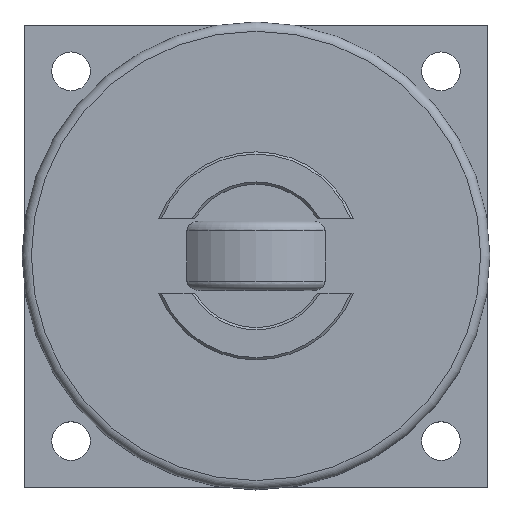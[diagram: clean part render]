
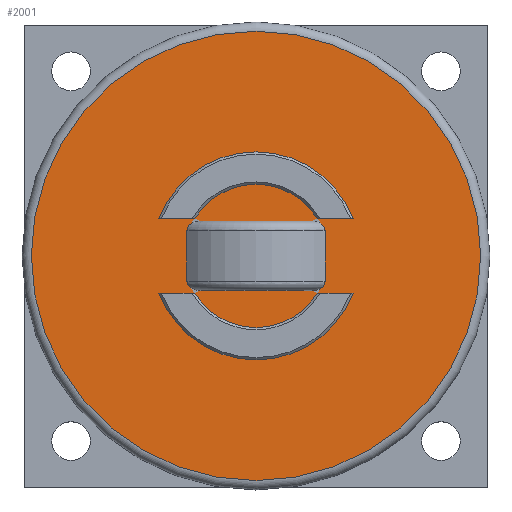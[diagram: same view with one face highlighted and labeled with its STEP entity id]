
A CAD part, top view. The second image highlights one B-rep face of the part: STEP entity #2001.
In plain terms, the highlighted planar face has unit normal (0, 0, 1).
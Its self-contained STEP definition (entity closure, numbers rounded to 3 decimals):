
#17=B_SPLINE_CURVE_WITH_KNOTS('',3,(#3207,#3208,#3209,#3210,#3211,#3212,
#3213,#3214,#3215,#3216),.UNSPECIFIED.,.F.,.F.,(4,2,2,2,4),(-0.36,
-0.24,-0.144,-0.067,0.),
 .UNSPECIFIED.);
#18=B_SPLINE_CURVE_WITH_KNOTS('',3,(#3220,#3221,#3222,#3223,#3224,#3225,
#3226,#3227,#3228,#3229),.UNSPECIFIED.,.F.,.F.,(4,2,2,2,4),(0.,0.067,
0.144,0.24,0.36),.UNSPECIFIED.);
#19=B_SPLINE_CURVE_WITH_KNOTS('',3,(#3233,#3234,#3235,#3236,#3237,#3238,
#3239,#3240,#3241,#3242),.UNSPECIFIED.,.F.,.F.,(4,2,2,2,4),(-0.36,
-0.24,-0.144,-0.067,0.),
 .UNSPECIFIED.);
#20=B_SPLINE_CURVE_WITH_KNOTS('',3,(#3245,#3246,#3247,#3248,#3249,#3250,
#3251,#3252,#3253,#3254),.UNSPECIFIED.,.F.,.F.,(4,2,2,2,4),(0.,0.067,
0.144,0.24,0.36),.UNSPECIFIED.);
#102=FACE_BOUND('',#337,.T.);
#103=FACE_BOUND('',#338,.T.);
#104=FACE_BOUND('',#339,.T.);
#144=PLANE('',#2184);
#217=FACE_OUTER_BOUND('',#336,.T.);
#336=EDGE_LOOP('',(#1557,#1558));
#337=EDGE_LOOP('',(#1559,#1560,#1561,#1562,#1563,#1564,#1565,#1566));
#338=EDGE_LOOP('',(#1567,#1568,#1569,#1570));
#339=EDGE_LOOP('',(#1571,#1572,#1573,#1574));
#468=LINE('',#3146,#606);
#475=LINE('',#3163,#613);
#476=LINE('',#3165,#614);
#479=LINE('',#3171,#617);
#482=LINE('',#3205,#620);
#483=LINE('',#3218,#621);
#484=LINE('',#3231,#622);
#485=LINE('',#3244,#623);
#606=VECTOR('',#2503,10.);
#613=VECTOR('',#2522,10.);
#614=VECTOR('',#2525,10.);
#617=VECTOR('',#2532,10.);
#620=VECTOR('',#2573,10.);
#621=VECTOR('',#2574,10.);
#622=VECTOR('',#2575,10.);
#623=VECTOR('',#2576,10.);
#741=CIRCLE('',#2151,22.5);
#742=CIRCLE('',#2154,22.5);
#743=CIRCLE('',#2158,15.5);
#744=CIRCLE('',#2160,15.5);
#756=CIRCLE('',#2181,48.6);
#758=CIRCLE('',#2183,48.6);
#895=VERTEX_POINT('',#3125);
#896=VERTEX_POINT('',#3126);
#898=VERTEX_POINT('',#3135);
#899=VERTEX_POINT('',#3136);
#901=VERTEX_POINT('',#3145);
#902=VERTEX_POINT('',#3149);
#903=VERTEX_POINT('',#3150);
#904=VERTEX_POINT('',#3155);
#915=VERTEX_POINT('',#3197);
#916=VERTEX_POINT('',#3198);
#917=VERTEX_POINT('',#3203);
#918=VERTEX_POINT('',#3204);
#919=VERTEX_POINT('',#3206);
#920=VERTEX_POINT('',#3217);
#921=VERTEX_POINT('',#3219);
#922=VERTEX_POINT('',#3230);
#923=VERTEX_POINT('',#3232);
#924=VERTEX_POINT('',#3243);
#1120=EDGE_CURVE('',#895,#896,#741,.T.);
#1125=EDGE_CURVE('',#898,#899,#742,.T.);
#1130=EDGE_CURVE('',#901,#895,#468,.T.);
#1132=EDGE_CURVE('',#902,#903,#743,.T.);
#1135=EDGE_CURVE('',#904,#901,#744,.T.);
#1139=EDGE_CURVE('',#896,#904,#475,.T.);
#1140=EDGE_CURVE('',#903,#898,#476,.T.);
#1143=EDGE_CURVE('',#899,#902,#479,.T.);
#1157=EDGE_CURVE('',#915,#916,#756,.T.);
#1159=EDGE_CURVE('',#916,#915,#758,.T.);
#1160=EDGE_CURVE('',#917,#918,#482,.T.);
#1161=EDGE_CURVE('',#918,#919,#17,.T.);
#1162=EDGE_CURVE('',#919,#920,#483,.T.);
#1163=EDGE_CURVE('',#920,#921,#18,.T.);
#1164=EDGE_CURVE('',#921,#922,#484,.T.);
#1165=EDGE_CURVE('',#922,#923,#19,.T.);
#1166=EDGE_CURVE('',#923,#924,#485,.T.);
#1167=EDGE_CURVE('',#924,#917,#20,.T.);
#1557=ORIENTED_EDGE('',*,*,#1157,.F.);
#1558=ORIENTED_EDGE('',*,*,#1159,.F.);
#1559=ORIENTED_EDGE('',*,*,#1160,.T.);
#1560=ORIENTED_EDGE('',*,*,#1161,.T.);
#1561=ORIENTED_EDGE('',*,*,#1162,.T.);
#1562=ORIENTED_EDGE('',*,*,#1163,.T.);
#1563=ORIENTED_EDGE('',*,*,#1164,.T.);
#1564=ORIENTED_EDGE('',*,*,#1165,.T.);
#1565=ORIENTED_EDGE('',*,*,#1166,.T.);
#1566=ORIENTED_EDGE('',*,*,#1167,.T.);
#1567=ORIENTED_EDGE('',*,*,#1140,.F.);
#1568=ORIENTED_EDGE('',*,*,#1132,.F.);
#1569=ORIENTED_EDGE('',*,*,#1143,.F.);
#1570=ORIENTED_EDGE('',*,*,#1125,.F.);
#1571=ORIENTED_EDGE('',*,*,#1130,.F.);
#1572=ORIENTED_EDGE('',*,*,#1135,.F.);
#1573=ORIENTED_EDGE('',*,*,#1139,.F.);
#1574=ORIENTED_EDGE('',*,*,#1120,.F.);
#2001=ADVANCED_FACE('',(#217,#102,#103,#104),#144,.T.);
#2151=AXIS2_PLACEMENT_3D('',#3127,#2483,#2484);
#2154=AXIS2_PLACEMENT_3D('',#3137,#2493,#2494);
#2158=AXIS2_PLACEMENT_3D('',#3151,#2507,#2508);
#2160=AXIS2_PLACEMENT_3D('',#3156,#2513,#2514);
#2181=AXIS2_PLACEMENT_3D('',#3199,#2565,#2566);
#2183=AXIS2_PLACEMENT_3D('',#3201,#2569,#2570);
#2184=AXIS2_PLACEMENT_3D('',#3202,#2571,#2572);
#2483=DIRECTION('center_axis',(0.,0.,
1.));
#2484=DIRECTION('ref_axis',(-1.,0.,0.));
#2493=DIRECTION('center_axis',(0.,0.,
1.));
#2494=DIRECTION('ref_axis',(-1.,0.,0.));
#2503=DIRECTION('',(-1.,0.,0.));
#2507=DIRECTION('center_axis',(0.,0.,
-1.));
#2508=DIRECTION('ref_axis',(-1.,0.,0.));
#2513=DIRECTION('center_axis',(0.,0.,
-1.));
#2514=DIRECTION('ref_axis',(-1.,0.,0.));
#2522=DIRECTION('',(-1.,0.,0.));
#2525=DIRECTION('',(1.,0.,0.));
#2532=DIRECTION('',(1.,0.,0.));
#2565=DIRECTION('center_axis',(0.,0.,
-1.));
#2566=DIRECTION('ref_axis',(0.,1.,0.));
#2569=DIRECTION('center_axis',(0.,0.,
-1.));
#2570=DIRECTION('ref_axis',(0.,1.,0.));
#2571=DIRECTION('center_axis',(0.,0.,
1.));
#2572=DIRECTION('ref_axis',(-1.,0.,0.));
#2573=DIRECTION('',(-1.,0.,0.));
#2574=DIRECTION('',(0.,1.,0.));
#2575=DIRECTION('',(1.,0.,0.));
#2576=DIRECTION('',(0.,-1.,0.));
#3125=CARTESIAN_POINT('',(-20.991,-8.1,44.3));
#3126=CARTESIAN_POINT('',(20.991,-8.1,44.3));
#3127=CARTESIAN_POINT('Origin',(0.,0.,
44.3));
#3135=CARTESIAN_POINT('',(20.991,8.1,44.3));
#3136=CARTESIAN_POINT('',(-20.991,8.1,44.3));
#3137=CARTESIAN_POINT('Origin',(0.,0.,
44.3));
#3145=CARTESIAN_POINT('',(-13.215,-8.1,44.3));
#3146=CARTESIAN_POINT('',(19.984,-8.1,44.3));
#3149=CARTESIAN_POINT('',(-13.215,8.1,44.3));
#3150=CARTESIAN_POINT('',(13.215,8.1,44.3));
#3151=CARTESIAN_POINT('Origin',(0.,0.,
44.3));
#3155=CARTESIAN_POINT('',(13.215,-8.1,44.3));
#3156=CARTESIAN_POINT('Origin',(0.,0.,
44.3));
#3163=CARTESIAN_POINT('',(19.984,-8.1,44.3));
#3165=CARTESIAN_POINT('',(-19.984,8.1,44.3));
#3171=CARTESIAN_POINT('',(-19.984,8.1,44.3));
#3197=CARTESIAN_POINT('',(0.,-48.6,44.3));
#3198=CARTESIAN_POINT('',(48.6,0.,44.3));
#3199=CARTESIAN_POINT('Origin',(0.,0.,
44.3));
#3201=CARTESIAN_POINT('Origin',(0.,0.,
44.3));
#3202=CARTESIAN_POINT('Origin',(0.,-46.55,44.3));
#3203=CARTESIAN_POINT('',(12.129,-7.5,44.3));
#3204=CARTESIAN_POINT('',(-12.129,-7.5,44.3));
#3205=CARTESIAN_POINT('',(8.75,-7.5,44.3));
#3206=CARTESIAN_POINT('',(-14.937,-5.5,44.3));
#3207=CARTESIAN_POINT('Ctrl Pts',(-12.129,-7.5,44.3));
#3208=CARTESIAN_POINT('Ctrl Pts',(-12.529,-7.5,44.3));
#3209=CARTESIAN_POINT('Ctrl Pts',(-13.004,-7.431,44.3));
#3210=CARTESIAN_POINT('Ctrl Pts',(-13.684,-7.199,44.3));
#3211=CARTESIAN_POINT('Ctrl Pts',(-14.022,-7.022,44.3));
#3212=CARTESIAN_POINT('Ctrl Pts',(-14.465,-6.652,44.3));
#3213=CARTESIAN_POINT('Ctrl Pts',(-14.664,-6.413,44.3));
#3214=CARTESIAN_POINT('Ctrl Pts',(-14.874,-5.981,44.3));
#3215=CARTESIAN_POINT('Ctrl Pts',(-14.937,-5.722,44.3));
#3216=CARTESIAN_POINT('Ctrl Pts',(-14.937,-5.5,44.3));
#3217=CARTESIAN_POINT('',(-14.937,5.5,44.3));
#3218=CARTESIAN_POINT('',(-14.937,0.,44.3));
#3219=CARTESIAN_POINT('',(-12.129,7.5,44.3));
#3220=CARTESIAN_POINT('Ctrl Pts',(-14.937,5.5,44.3));
#3221=CARTESIAN_POINT('Ctrl Pts',(-14.937,5.722,44.3));
#3222=CARTESIAN_POINT('Ctrl Pts',(-14.874,5.981,44.3));
#3223=CARTESIAN_POINT('Ctrl Pts',(-14.664,6.413,44.3));
#3224=CARTESIAN_POINT('Ctrl Pts',(-14.465,6.652,44.3));
#3225=CARTESIAN_POINT('Ctrl Pts',(-14.022,7.022,44.3));
#3226=CARTESIAN_POINT('Ctrl Pts',(-13.684,7.199,44.3));
#3227=CARTESIAN_POINT('Ctrl Pts',(-13.004,7.431,44.3));
#3228=CARTESIAN_POINT('Ctrl Pts',(-12.529,7.5,44.3));
#3229=CARTESIAN_POINT('Ctrl Pts',(-12.129,7.5,44.3));
#3230=CARTESIAN_POINT('',(12.129,7.5,44.3));
#3231=CARTESIAN_POINT('',(8.75,7.5,44.3));
#3232=CARTESIAN_POINT('',(14.937,5.5,44.3));
#3233=CARTESIAN_POINT('Ctrl Pts',(12.129,7.5,44.3));
#3234=CARTESIAN_POINT('Ctrl Pts',(12.529,7.5,44.3));
#3235=CARTESIAN_POINT('Ctrl Pts',(13.004,7.431,44.3));
#3236=CARTESIAN_POINT('Ctrl Pts',(13.684,7.199,44.3));
#3237=CARTESIAN_POINT('Ctrl Pts',(14.022,7.022,44.3));
#3238=CARTESIAN_POINT('Ctrl Pts',(14.465,6.652,44.3));
#3239=CARTESIAN_POINT('Ctrl Pts',(14.664,6.413,44.3));
#3240=CARTESIAN_POINT('Ctrl Pts',(14.874,5.981,44.3));
#3241=CARTESIAN_POINT('Ctrl Pts',(14.937,5.722,44.3));
#3242=CARTESIAN_POINT('Ctrl Pts',(14.937,5.5,44.3));
#3243=CARTESIAN_POINT('',(14.937,-5.5,44.3));
#3244=CARTESIAN_POINT('',(14.937,0.,44.3));
#3245=CARTESIAN_POINT('Ctrl Pts',(14.937,-5.5,44.3));
#3246=CARTESIAN_POINT('Ctrl Pts',(14.937,-5.722,44.3));
#3247=CARTESIAN_POINT('Ctrl Pts',(14.874,-5.981,44.3));
#3248=CARTESIAN_POINT('Ctrl Pts',(14.664,-6.413,44.3));
#3249=CARTESIAN_POINT('Ctrl Pts',(14.465,-6.652,44.3));
#3250=CARTESIAN_POINT('Ctrl Pts',(14.022,-7.022,44.3));
#3251=CARTESIAN_POINT('Ctrl Pts',(13.684,-7.199,44.3));
#3252=CARTESIAN_POINT('Ctrl Pts',(13.004,-7.431,44.3));
#3253=CARTESIAN_POINT('Ctrl Pts',(12.529,-7.5,44.3));
#3254=CARTESIAN_POINT('Ctrl Pts',(12.129,-7.5,44.3));
